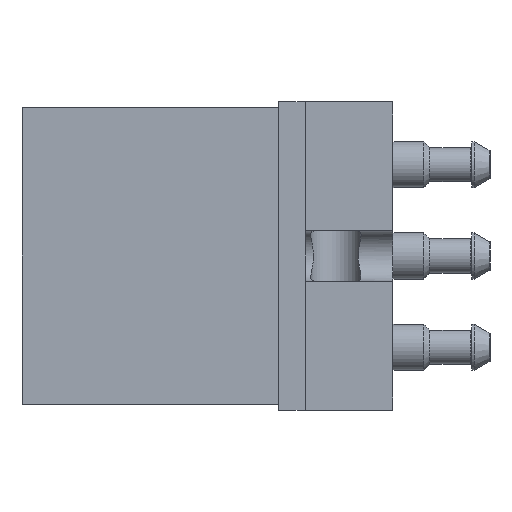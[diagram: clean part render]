
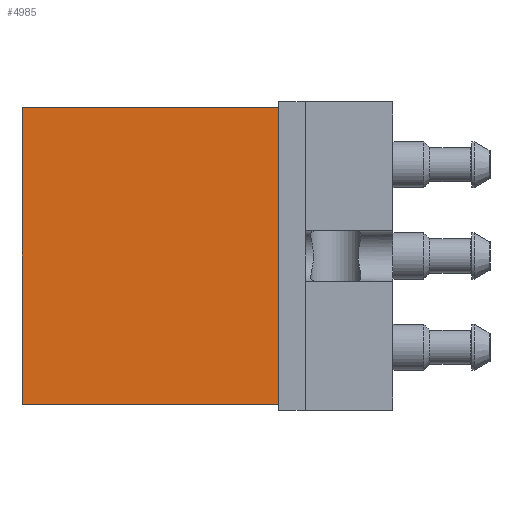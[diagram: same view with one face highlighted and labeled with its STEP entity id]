
A CAD part, left-side view. The second image highlights one B-rep face of the part: STEP entity #4985.
In plain terms, the highlighted planar face has unit normal (-1, 0, 0).
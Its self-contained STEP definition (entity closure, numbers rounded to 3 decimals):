
#164=LINE('',#6662,#252);
#165=LINE('',#6666,#253);
#217=LINE('',#7453,#305);
#219=LINE('',#7466,#307);
#222=LINE('',#7472,#310);
#223=LINE('',#7473,#311);
#252=VECTOR('',#5569,1000.);
#253=VECTOR('',#5572,1000.);
#305=VECTOR('',#6408,1000.);
#307=VECTOR('',#6420,1000.);
#310=VECTOR('',#6425,1000.);
#311=VECTOR('',#6426,1000.);
#399=PLANE('',#5447);
#1215=ORIENTED_EDGE('',*,*,#1671,.T.);
#1216=ORIENTED_EDGE('',*,*,#1413,.F.);
#1217=ORIENTED_EDGE('',*,*,#1662,.F.);
#1218=ORIENTED_EDGE('',*,*,#1411,.F.);
#1219=ORIENTED_EDGE('',*,*,#1672,.F.);
#1220=ORIENTED_EDGE('',*,*,#1668,.T.);
#1411=EDGE_CURVE('',#1767,#1768,#164,.T.);
#1413=EDGE_CURVE('',#1769,#1770,#165,.T.);
#1662=EDGE_CURVE('',#1768,#1769,#217,.T.);
#1668=EDGE_CURVE('',#1999,#1998,#219,.T.);
#1671=EDGE_CURVE('',#1998,#1770,#222,.T.);
#1672=EDGE_CURVE('',#1999,#1767,#223,.T.);
#1767=VERTEX_POINT('',#6661);
#1768=VERTEX_POINT('',#6663);
#1769=VERTEX_POINT('',#6665);
#1770=VERTEX_POINT('',#6667);
#1998=VERTEX_POINT('',#7465);
#1999=VERTEX_POINT('',#7467);
#2493=EDGE_LOOP('',(#1215,#1216,#1217,#1218,#1219,#1220));
#2955=FACE_BOUND('',#2493,.T.);
#4985=ADVANCED_FACE('',(#2955),#399,.F.);
#5447=AXIS2_PLACEMENT_3D('',#7471,#6423,#6424);
#5569=DIRECTION('',(0.,0.,-1.));
#5572=DIRECTION('',(0.,0.,-1.));
#6408=DIRECTION('',(0.,0.,-1.));
#6420=DIRECTION('',(0.,0.,-1.));
#6423=DIRECTION('',(1.,0.,0.));
#6424=DIRECTION('',(0.,0.,-1.));
#6425=DIRECTION('',(0.,-1.,0.));
#6426=DIRECTION('',(0.,-1.,0.));
#6661=CARTESIAN_POINT('',(-32.,10.,13.));
#6662=CARTESIAN_POINT('',(-32.,10.,13.));
#6663=CARTESIAN_POINT('',(-32.,10.,1.8));
#6665=CARTESIAN_POINT('',(-32.,10.,-1.8));
#6666=CARTESIAN_POINT('',(-32.,10.,13.));
#6667=CARTESIAN_POINT('',(-32.,10.,-13.));
#7453=CARTESIAN_POINT('',(-32.,10.,13.));
#7465=CARTESIAN_POINT('',(-32.,32.5,-13.));
#7466=CARTESIAN_POINT('',(-32.,32.5,13.));
#7467=CARTESIAN_POINT('',(-32.,32.5,13.));
#7471=CARTESIAN_POINT('',(-32.,32.5,13.));
#7472=CARTESIAN_POINT('',(-32.,32.5,-13.));
#7473=CARTESIAN_POINT('',(-32.,32.5,13.));
